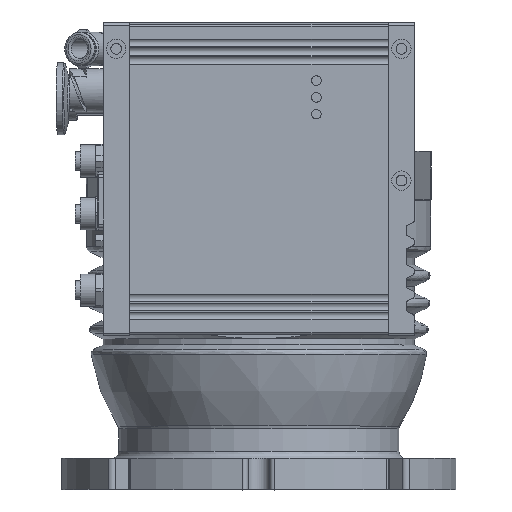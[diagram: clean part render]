
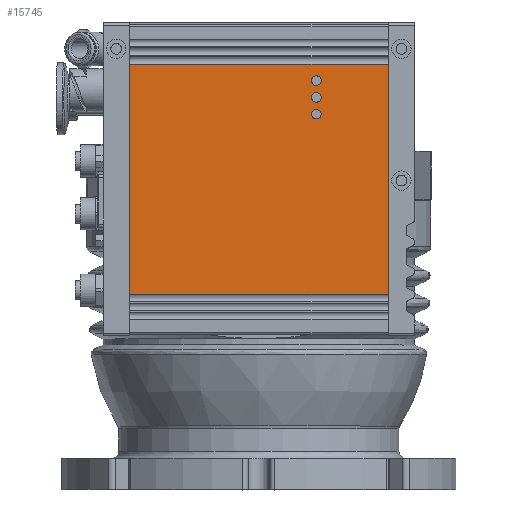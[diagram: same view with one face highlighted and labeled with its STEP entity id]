
A CAD part, top view. The second image highlights one B-rep face of the part: STEP entity #15745.
In plain terms, the highlighted planar face has unit normal (0, 0, 1).
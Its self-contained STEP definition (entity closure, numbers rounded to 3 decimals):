
#13615=CARTESIAN_POINT('',(24.,-29.539,117.5));
#13616=VERTEX_POINT('',#13615);
#13617=CARTESIAN_POINT('',(24.,-31.539,117.5));
#13618=DIRECTION('',(0.0,0.0,-1.0));
#13619=DIRECTION('',(0.0,1.0,0.0));
#13620=AXIS2_PLACEMENT_3D('',#13617,#13618,#13619);
#13621=CIRCLE('',#13620,2.0);
#13622=EDGE_CURVE('',#13616,#13616,#13621,.T.);
#13673=CARTESIAN_POINT('',(24.,-36.539,117.5));
#13674=VERTEX_POINT('',#13673);
#13675=CARTESIAN_POINT('',(24.,-38.539,117.5));
#13676=DIRECTION('',(0.0,0.0,-1.0));
#13677=DIRECTION('',(0.0,1.0,0.0));
#13678=AXIS2_PLACEMENT_3D('',#13675,#13676,#13677);
#13679=CIRCLE('',#13678,2.0);
#13680=EDGE_CURVE('',#13674,#13674,#13679,.T.);
#13731=CARTESIAN_POINT('',(24.,-22.539,117.5));
#13732=VERTEX_POINT('',#13731);
#13733=CARTESIAN_POINT('',(24.,-24.539,117.5));
#13734=DIRECTION('',(0.0,0.0,-1.0));
#13735=DIRECTION('',(0.0,1.0,0.0));
#13736=AXIS2_PLACEMENT_3D('',#13733,#13734,#13735);
#13737=CIRCLE('',#13736,2.0);
#13738=EDGE_CURVE('',#13732,#13732,#13737,.T.);
#14951=CARTESIAN_POINT('',(-54.,-113.7,117.5));
#14952=VERTEX_POINT('',#14951);
#14960=CARTESIAN_POINT('',(-54.,-17.8,117.5));
#14961=VERTEX_POINT('',#14960);
#14962=CARTESIAN_POINT('',(-54.,-17.8,117.5));
#14963=DIRECTION('',(0.0,-1.0,0.0));
#14964=VECTOR('',#14963,95.9);
#14965=LINE('',#14962,#14964);
#14966=EDGE_CURVE('',#14961,#14952,#14965,.T.);
#15258=CARTESIAN_POINT('',(54.,-17.8,117.5));
#15259=VERTEX_POINT('',#15258);
#15267=CARTESIAN_POINT('',(54.,-113.7,117.5));
#15268=VERTEX_POINT('',#15267);
#15269=CARTESIAN_POINT('',(54.,-113.7,117.5));
#15270=DIRECTION('',(0.0,1.0,0.0));
#15271=VECTOR('',#15270,95.9);
#15272=LINE('',#15269,#15271);
#15273=EDGE_CURVE('',#15268,#15259,#15272,.T.);
#15653=CARTESIAN_POINT('',(54.,-17.8,117.5));
#15654=DIRECTION('',(-1.0,0.0,0.0));
#15655=VECTOR('',#15654,108.0);
#15656=LINE('',#15653,#15655);
#15657=EDGE_CURVE('',#15259,#14961,#15656,.T.);
#15668=CARTESIAN_POINT('',(-54.,-113.7,117.5));
#15669=DIRECTION('',(1.0,0.0,0.0));
#15670=VECTOR('',#15669,108.0);
#15671=LINE('',#15668,#15670);
#15672=EDGE_CURVE('',#14952,#15268,#15671,.T.);
#15725=CARTESIAN_POINT('',(0.,-130.5,117.5));
#15726=DIRECTION('',(0.0,0.0,1.0));
#15727=DIRECTION('',(0.0,1.0,0.0));
#15728=AXIS2_PLACEMENT_3D('',#15725,#15726,#15727);
#15729=PLANE('',#15728);
#15730=ORIENTED_EDGE('',*,*,#15657,.T.);
#15731=ORIENTED_EDGE('',*,*,#14966,.T.);
#15732=ORIENTED_EDGE('',*,*,#15672,.T.);
#15733=ORIENTED_EDGE('',*,*,#15273,.T.);
#15734=EDGE_LOOP('',(#15730,#15731,#15732,#15733));
#15735=FACE_OUTER_BOUND('',#15734,.T.);
#15736=ORIENTED_EDGE('',*,*,#13622,.T.);
#15737=EDGE_LOOP('',(#15736));
#15738=FACE_BOUND('',#15737,.T.);
#15739=ORIENTED_EDGE('',*,*,#13680,.T.);
#15740=EDGE_LOOP('',(#15739));
#15741=FACE_BOUND('',#15740,.T.);
#15742=ORIENTED_EDGE('',*,*,#13738,.T.);
#15743=EDGE_LOOP('',(#15742));
#15744=FACE_BOUND('',#15743,.T.);
#15745=ADVANCED_FACE('',(#15735,#15738,#15741,#15744),#15729,.T.);
